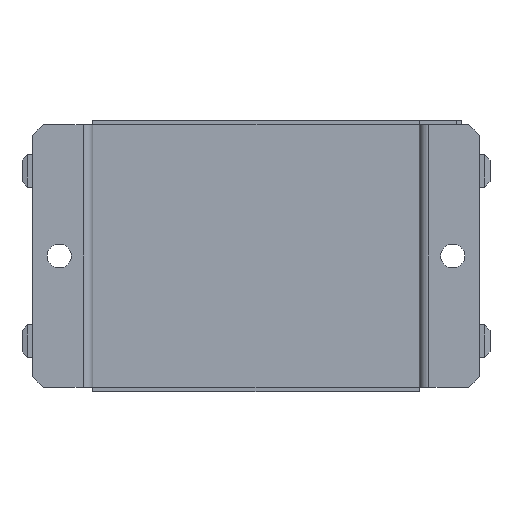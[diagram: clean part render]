
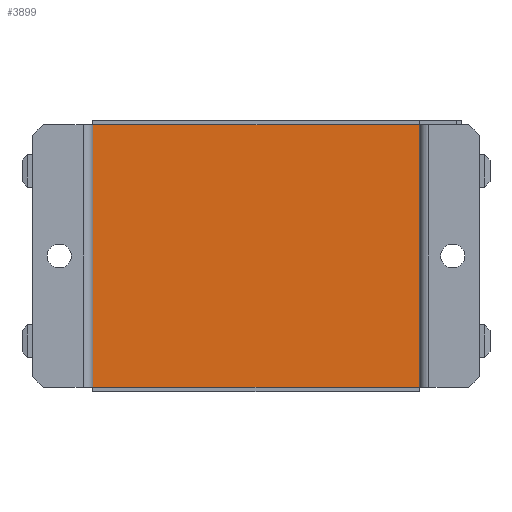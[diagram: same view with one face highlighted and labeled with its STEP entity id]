
A CAD part, front view. The second image highlights one B-rep face of the part: STEP entity #3899.
In plain terms, the highlighted planar face has unit normal (0, -1, 0).
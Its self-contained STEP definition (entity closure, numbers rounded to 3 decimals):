
#146 = CARTESIAN_POINT ( 'NONE',  ( 30.699, -27.2, 24.7 ) ) ;
#230 = LINE ( 'NONE', #1541, #3063 ) ;
#426 = LINE ( 'NONE', #146, #2468 ) ;
#478 = AXIS2_PLACEMENT_3D ( 'NONE', #4455, #4512, #1283 ) ;
#486 = CARTESIAN_POINT ( 'NONE',  ( 30.699, -27.2, 24.7 ) ) ;
#533 = ORIENTED_EDGE ( 'NONE', *, *, #2484, .T. ) ;
#799 = VECTOR ( 'NONE', #2192, 1000. ) ;
#916 = DIRECTION ( 'NONE',  ( -1., 0., 0. ) ) ;
#1192 = DIRECTION ( 'NONE',  ( 0., 0., -1. ) ) ;
#1283 = DIRECTION ( 'NONE',  ( -1., 0., 0. ) ) ;
#1291 = CARTESIAN_POINT ( 'NONE',  ( 30.699, -27.2, -24.7 ) ) ;
#1320 = LINE ( 'NONE', #1291, #2193 ) ;
#1355 = VERTEX_POINT ( 'NONE', #3747 ) ;
#1528 = VERTEX_POINT ( 'NONE', #3146 ) ;
#1541 = CARTESIAN_POINT ( 'NONE',  ( -30.699, -27.2, -24.7 ) ) ;
#1858 = EDGE_CURVE ( 'Defeature ausgef�hrt2_66+Defeature ausgef�hrt2_30+Defeature ausgef�hrt2_67+Defeature ausgef�hrt2_65', #3172, #1355, #2785, .T. ) ;
#2102 = EDGE_CURVE ( 'Defeature ausgef�hrt2_66+Defeature ausgef�hrt2_65+Defeature ausgef�hrt2_30+Defeature ausgef�hrt2_19', #1355, #4769, #1320, .T. ) ;
#2192 = DIRECTION ( 'NONE',  ( 1., 0., 0. ) ) ;
#2193 = VECTOR ( 'NONE', #4579, 1000. ) ;
#2468 = VECTOR ( 'NONE', #916, 1000. ) ;
#2484 = EDGE_CURVE ( 'Defeature ausgef�hrt2_66+Defeature ausgef�hrt2_67+Defeature ausgef�hrt2_19+Defeature ausgef�hrt2_30', #1528, #3172, #230, .T. ) ;
#2584 = CARTESIAN_POINT ( 'NONE',  ( 30.699, -27.2, -24.7 ) ) ;
#2741 = ORIENTED_EDGE ( 'NONE', *, *, #4019, .T. ) ;
#2785 = LINE ( 'NONE', #2584, #799 ) ;
#3006 = CARTESIAN_POINT ( 'NONE',  ( -30.699, -27.2, -24.7 ) ) ;
#3063 = VECTOR ( 'NONE', #1192, 1000. ) ;
#3146 = CARTESIAN_POINT ( 'NONE',  ( -30.699, -27.2, 24.7 ) ) ;
#3172 = VERTEX_POINT ( 'NONE', #3006 ) ;
#3456 = EDGE_LOOP ( 'NONE', ( #533, #4529, #4329, #2741 ) ) ;
#3701 = PLANE ( 'NONE',  #478 ) ;
#3747 = CARTESIAN_POINT ( 'NONE',  ( 30.699, -27.2, -24.7 ) ) ;
#3899 = ADVANCED_FACE ( 'Defeature ausgef�hrt2_66', ( #3902 ), #3701, .T. ) ;
#3902 = FACE_OUTER_BOUND ( 'NONE', #3456, .T. ) ;
#4019 = EDGE_CURVE ( 'Defeature ausgef�hrt2_66+Defeature ausgef�hrt2_19+Defeature ausgef�hrt2_65+Defeature ausgef�hrt2_67', #4769, #1528, #426, .T. ) ;
#4329 = ORIENTED_EDGE ( 'NONE', *, *, #2102, .T. ) ;
#4455 = CARTESIAN_POINT ( 'NONE',  ( 0., -27.2, 0. ) ) ;
#4512 = DIRECTION ( 'NONE',  ( 0., -1., 0. ) ) ;
#4529 = ORIENTED_EDGE ( 'NONE', *, *, #1858, .T. ) ;
#4579 = DIRECTION ( 'NONE',  ( 0., 0., 1. ) ) ;
#4769 = VERTEX_POINT ( 'NONE', #486 ) ;
